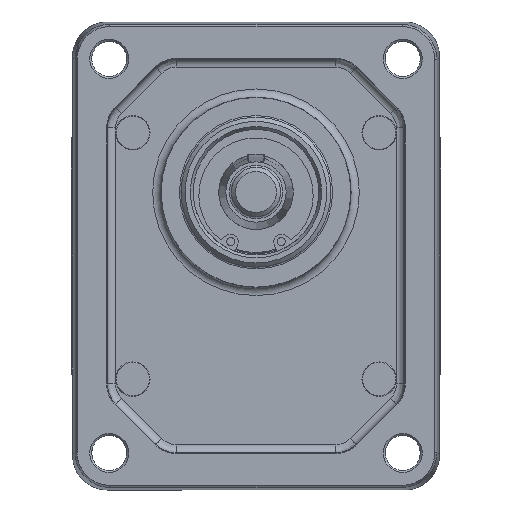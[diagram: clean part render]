
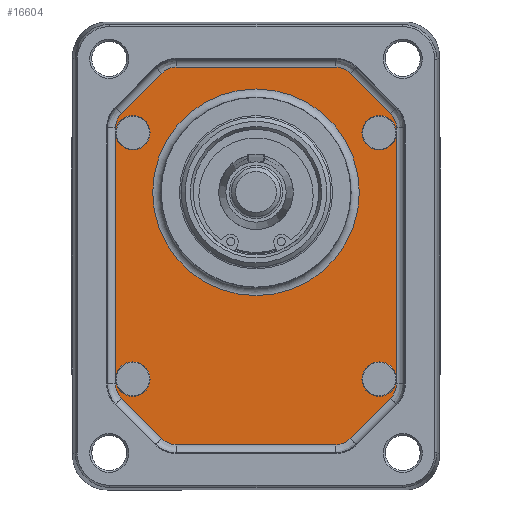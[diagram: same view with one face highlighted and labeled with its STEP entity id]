
A CAD part, top view. The second image highlights one B-rep face of the part: STEP entity #16604.
In plain terms, the highlighted planar face has unit normal (0, 0, 1).
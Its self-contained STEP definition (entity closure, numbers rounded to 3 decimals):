
#12822=CARTESIAN_POINT('',(30.,-49.703,-3.));
#12823=VERTEX_POINT('',#12822);
#12824=CARTESIAN_POINT('',(30.,-45.515,-3.));
#12825=DIRECTION('',(0.0,0.0,-1.0));
#12826=DIRECTION('',(0.0,1.0,0.0));
#12827=AXIS2_PLACEMENT_3D('',#12824,#12825,#12826);
#12828=CIRCLE('',#12827,4.188);
#12829=EDGE_CURVE('',#12823,#12823,#12828,.T.);
#12842=CARTESIAN_POINT('',(-34.188,-45.515,-3.));
#12843=VERTEX_POINT('',#12842);
#12844=CARTESIAN_POINT('',(-30.,-45.515,-3.));
#12845=DIRECTION('',(0.0,0.0,-1.0));
#12846=DIRECTION('',(1.0,0.0,0.0));
#12847=AXIS2_PLACEMENT_3D('',#12844,#12845,#12846);
#12848=CIRCLE('',#12847,4.188);
#12849=EDGE_CURVE('',#12843,#12843,#12848,.T.);
#12862=CARTESIAN_POINT('',(-30.,18.673,-3.));
#12863=VERTEX_POINT('',#12862);
#12864=CARTESIAN_POINT('',(-30.,14.485,-3.));
#12865=DIRECTION('',(0.0,0.0,-1.0));
#12866=DIRECTION('',(0.0,-1.0,0.0));
#12867=AXIS2_PLACEMENT_3D('',#12864,#12865,#12866);
#12868=CIRCLE('',#12867,4.188);
#12869=EDGE_CURVE('',#12863,#12863,#12868,.T.);
#12882=CARTESIAN_POINT('',(34.188,14.485,-3.));
#12883=VERTEX_POINT('',#12882);
#12884=CARTESIAN_POINT('',(30.,14.485,-3.));
#12885=DIRECTION('',(0.0,0.0,-1.0));
#12886=DIRECTION('',(-1.0,0.0,0.0));
#12887=AXIS2_PLACEMENT_3D('',#12884,#12885,#12886);
#12888=CIRCLE('',#12887,4.188);
#12889=EDGE_CURVE('',#12883,#12883,#12888,.T.);
#15850=CARTESIAN_POINT('',(19.412,30.45,-3.));
#15851=VERTEX_POINT('',#15850);
#15860=CARTESIAN_POINT('',(-19.412,30.45,-3.));
#15861=VERTEX_POINT('',#15860);
#15869=CARTESIAN_POINT('',(-19.412,30.45,-3.));
#15870=DIRECTION('',(1.0,0.0,0.0));
#15871=VECTOR('',#15870,38.824);
#15872=LINE('',#15869,#15871);
#15873=EDGE_CURVE('',#15861,#15851,#15872,.T.);
#15899=CARTESIAN_POINT('',(22.943,28.988,-3.));
#15900=VERTEX_POINT('',#15899);
#15910=CARTESIAN_POINT('',(19.406,25.443,-3.));
#15911=DIRECTION('',(0.,0.,-1.0));
#15912=DIRECTION('',(0.383,0.924,0.));
#15913=AXIS2_PLACEMENT_3D('',#15910,#15911,#15912);
#15914=ELLIPSE('',#15913,5.008,5.);
#15915=EDGE_CURVE('',#15851,#15900,#15914,.T.);
#15943=CARTESIAN_POINT('',(-22.943,28.988,-3.));
#15944=VERTEX_POINT('',#15943);
#15952=CARTESIAN_POINT('',(-19.406,25.443,-3.));
#15953=DIRECTION('',(0.,0.,-1.0));
#15954=DIRECTION('',(-0.383,0.924,0.));
#15955=AXIS2_PLACEMENT_3D('',#15952,#15953,#15954);
#15956=ELLIPSE('',#15955,5.008,5.);
#15957=EDGE_CURVE('',#15944,#15861,#15956,.T.);
#15975=CARTESIAN_POINT('',(32.753,19.178,-3.));
#15976=VERTEX_POINT('',#15975);
#15986=CARTESIAN_POINT('',(22.943,28.988,-3.));
#15987=DIRECTION('',(0.707,-0.707,0.));
#15988=VECTOR('',#15987,13.873);
#15989=LINE('',#15986,#15988);
#15990=EDGE_CURVE('',#15900,#15976,#15989,.T.);
#16002=CARTESIAN_POINT('',(-32.753,19.178,-3.));
#16003=VERTEX_POINT('',#16002);
#16011=CARTESIAN_POINT('',(-32.753,19.178,-3.));
#16012=DIRECTION('',(0.707,0.707,0.));
#16013=VECTOR('',#16012,13.873);
#16014=LINE('',#16011,#16013);
#16015=EDGE_CURVE('',#16003,#15944,#16014,.T.);
#16048=CARTESIAN_POINT('',(34.215,15.647,-3.));
#16049=VERTEX_POINT('',#16048);
#16059=CARTESIAN_POINT('',(29.208,15.641,-3.));
#16060=DIRECTION('',(0.,0.,-1.0));
#16061=DIRECTION('',(0.924,0.383,0.));
#16062=AXIS2_PLACEMENT_3D('',#16059,#16060,#16061);
#16063=ELLIPSE('',#16062,5.008,5.);
#16064=EDGE_CURVE('',#15976,#16049,#16063,.T.);
#16092=CARTESIAN_POINT('',(-34.215,15.647,-3.));
#16093=VERTEX_POINT('',#16092);
#16101=CARTESIAN_POINT('',(-29.208,15.641,-3.));
#16102=DIRECTION('',(0.,0.,-1.0));
#16103=DIRECTION('',(-0.924,0.383,0.));
#16104=AXIS2_PLACEMENT_3D('',#16101,#16102,#16103);
#16105=ELLIPSE('',#16104,5.008,5.);
#16106=EDGE_CURVE('',#16093,#16003,#16105,.T.);
#16124=CARTESIAN_POINT('',(34.215,-46.677,-3.));
#16125=VERTEX_POINT('',#16124);
#16135=CARTESIAN_POINT('',(34.215,15.647,-3.));
#16136=DIRECTION('',(0.0,-1.0,0.0));
#16137=VECTOR('',#16136,62.324);
#16138=LINE('',#16135,#16137);
#16139=EDGE_CURVE('',#16049,#16125,#16138,.T.);
#16151=CARTESIAN_POINT('',(-34.215,-46.677,-3.));
#16152=VERTEX_POINT('',#16151);
#16160=CARTESIAN_POINT('',(-34.215,-46.677,-3.));
#16161=DIRECTION('',(0.0,1.0,0.0));
#16162=VECTOR('',#16161,62.324);
#16163=LINE('',#16160,#16162);
#16164=EDGE_CURVE('',#16152,#16093,#16163,.T.);
#16197=CARTESIAN_POINT('',(32.753,-50.208,-3.));
#16198=VERTEX_POINT('',#16197);
#16208=CARTESIAN_POINT('',(29.208,-46.671,-3.));
#16209=DIRECTION('',(0.,0.,-1.0));
#16210=DIRECTION('',(0.924,-0.383,0.));
#16211=AXIS2_PLACEMENT_3D('',#16208,#16209,#16210);
#16212=ELLIPSE('',#16211,5.008,5.);
#16213=EDGE_CURVE('',#16125,#16198,#16212,.T.);
#16241=CARTESIAN_POINT('',(-32.753,-50.208,-3.));
#16242=VERTEX_POINT('',#16241);
#16250=CARTESIAN_POINT('',(-29.208,-46.671,-3.));
#16251=DIRECTION('',(0.,0.,-1.0));
#16252=DIRECTION('',(-0.924,-0.383,0.));
#16253=AXIS2_PLACEMENT_3D('',#16250,#16251,#16252);
#16254=ELLIPSE('',#16253,5.008,5.);
#16255=EDGE_CURVE('',#16242,#16152,#16254,.T.);
#16273=CARTESIAN_POINT('',(22.943,-60.018,-3.));
#16274=VERTEX_POINT('',#16273);
#16284=CARTESIAN_POINT('',(32.753,-50.208,-3.));
#16285=DIRECTION('',(-0.707,-0.707,0.));
#16286=VECTOR('',#16285,13.873);
#16287=LINE('',#16284,#16286);
#16288=EDGE_CURVE('',#16198,#16274,#16287,.T.);
#16300=CARTESIAN_POINT('',(-22.943,-60.018,-3.));
#16301=VERTEX_POINT('',#16300);
#16309=CARTESIAN_POINT('',(-22.943,-60.018,-3.));
#16310=DIRECTION('',(-0.707,0.707,0.));
#16311=VECTOR('',#16310,13.873);
#16312=LINE('',#16309,#16311);
#16313=EDGE_CURVE('',#16301,#16242,#16312,.T.);
#16346=CARTESIAN_POINT('',(19.412,-61.48,-3.));
#16347=VERTEX_POINT('',#16346);
#16357=CARTESIAN_POINT('',(19.406,-56.473,-3.));
#16358=DIRECTION('',(0.,0.,-1.0));
#16359=DIRECTION('',(0.383,-0.924,0.));
#16360=AXIS2_PLACEMENT_3D('',#16357,#16358,#16359);
#16361=ELLIPSE('',#16360,5.008,5.);
#16362=EDGE_CURVE('',#16274,#16347,#16361,.T.);
#16390=CARTESIAN_POINT('',(-19.412,-61.48,-3.));
#16391=VERTEX_POINT('',#16390);
#16399=CARTESIAN_POINT('',(-19.406,-56.473,-3.));
#16400=DIRECTION('',(0.,0.,-1.0));
#16401=DIRECTION('',(-0.383,-0.924,0.));
#16402=AXIS2_PLACEMENT_3D('',#16399,#16400,#16401);
#16403=ELLIPSE('',#16402,5.008,5.0);
#16404=EDGE_CURVE('',#16391,#16301,#16403,.T.);
#16423=CARTESIAN_POINT('',(19.412,-61.48,-3.));
#16424=DIRECTION('',(-1.0,0.0,0.0));
#16425=VECTOR('',#16424,38.824);
#16426=LINE('',#16423,#16425);
#16427=EDGE_CURVE('',#16347,#16391,#16426,.T.);
#16558=CARTESIAN_POINT('',(-21.441,-64.015,-3.));
#16559=DIRECTION('',(0.0,0.0,1.0));
#16560=DIRECTION('',(1.0,0.0,0.0));
#16561=AXIS2_PLACEMENT_3D('',#16558,#16559,#16560);
#16562=PLANE('',#16561);
#16563=ORIENTED_EDGE('',*,*,#15873,.F.);
#16564=ORIENTED_EDGE('',*,*,#15957,.F.);
#16565=ORIENTED_EDGE('',*,*,#16015,.F.);
#16566=ORIENTED_EDGE('',*,*,#16106,.F.);
#16567=ORIENTED_EDGE('',*,*,#16164,.F.);
#16568=ORIENTED_EDGE('',*,*,#16255,.F.);
#16569=ORIENTED_EDGE('',*,*,#16313,.F.);
#16570=ORIENTED_EDGE('',*,*,#16404,.F.);
#16571=ORIENTED_EDGE('',*,*,#16427,.F.);
#16572=ORIENTED_EDGE('',*,*,#16362,.F.);
#16573=ORIENTED_EDGE('',*,*,#16288,.F.);
#16574=ORIENTED_EDGE('',*,*,#16213,.F.);
#16575=ORIENTED_EDGE('',*,*,#16139,.F.);
#16576=ORIENTED_EDGE('',*,*,#16064,.F.);
#16577=ORIENTED_EDGE('',*,*,#15990,.F.);
#16578=ORIENTED_EDGE('',*,*,#15915,.F.);
#16579=EDGE_LOOP('',(#16563,#16564,#16565,#16566,#16567,#16568,#16569,#16570,#16571,#16572,#16573,#16574,#16575,#16576,#16577,#16578));
#16580=FACE_OUTER_BOUND('',#16579,.T.);
#16581=ORIENTED_EDGE('',*,*,#12869,.T.);
#16582=EDGE_LOOP('',(#16581));
#16583=FACE_BOUND('',#16582,.T.);
#16584=ORIENTED_EDGE('',*,*,#12849,.T.);
#16585=EDGE_LOOP('',(#16584));
#16586=FACE_BOUND('',#16585,.T.);
#16587=ORIENTED_EDGE('',*,*,#12829,.T.);
#16588=EDGE_LOOP('',(#16587));
#16589=FACE_BOUND('',#16588,.T.);
#16590=ORIENTED_EDGE('',*,*,#12889,.T.);
#16591=EDGE_LOOP('',(#16590));
#16592=FACE_BOUND('',#16591,.T.);
#16593=CARTESIAN_POINT('',(-25.16,-0.015,-3.));
#16594=VERTEX_POINT('',#16593);
#16595=CARTESIAN_POINT('',(0.,-0.015,-3.));
#16596=DIRECTION('',(0.0,0.0,1.0));
#16597=DIRECTION('',(1.0,0.0,0.0));
#16598=AXIS2_PLACEMENT_3D('',#16595,#16596,#16597);
#16599=CIRCLE('',#16598,25.16);
#16600=EDGE_CURVE('',#16594,#16594,#16599,.T.);
#16601=ORIENTED_EDGE('',*,*,#16600,.F.);
#16602=EDGE_LOOP('',(#16601));
#16603=FACE_BOUND('',#16602,.T.);
#16604=ADVANCED_FACE('',(#16580,#16583,#16586,#16589,#16592,#16603),#16562,.T.);
